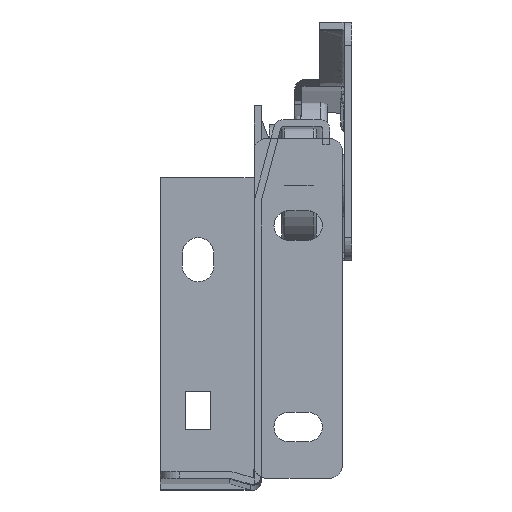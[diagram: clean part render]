
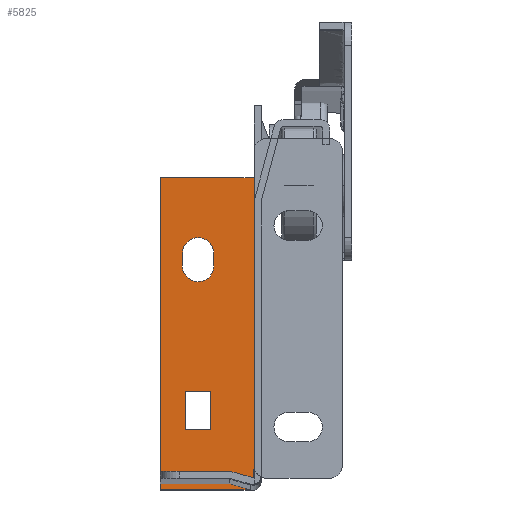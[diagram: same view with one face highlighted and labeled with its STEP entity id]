
A CAD part, top view. The second image highlights one B-rep face of the part: STEP entity #5825.
In plain terms, the highlighted planar face has unit normal (0, 0, 1).
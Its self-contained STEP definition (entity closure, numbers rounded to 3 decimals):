
#161 = CARTESIAN_POINT ( 'NONE',  ( 0., 47.5, -496.9 ) ) ;
#175 = VECTOR ( 'NONE', #410, 1000. ) ;
#177 = VECTOR ( 'NONE', #7611, 1000. ) ;
#277 = CARTESIAN_POINT ( 'NONE',  ( 0., -2.091, -496.9 ) ) ;
#410 = DIRECTION ( 'NONE',  ( 0., -1., 0. ) ) ;
#511 = VERTEX_POINT ( 'NONE', #4224 ) ;
#730 = ORIENTED_EDGE ( 'NONE', *, *, #6979, .T. ) ;
#876 = VECTOR ( 'NONE', #6755, 1000. ) ;
#880 = VERTEX_POINT ( 'NONE', #161 ) ;
#996 = CARTESIAN_POINT ( 'NONE',  ( 8.5, 35.5, -496.9 ) ) ;
#1049 = DIRECTION ( 'NONE',  ( 1., 0., 0. ) ) ;
#1073 = CARTESIAN_POINT ( 'NONE',  ( 3.5, 33.5, -496.9 ) ) ;
#1284 = LINE ( 'NONE', #5441, #9603 ) ;
#1420 = ORIENTED_EDGE ( 'NONE', *, *, #1449, .T. ) ;
#1446 = CARTESIAN_POINT ( 'NONE',  ( 64.49, -2.091, -496.9 ) ) ;
#1449 = EDGE_CURVE ( 'NONE', #9028, #4276, #4715, .T. ) ;
#1451 = DIRECTION ( 'NONE',  ( 0., 1., 0. ) ) ;
#1545 = CARTESIAN_POINT ( 'NONE',  ( 14.887, -2.091, -496.9 ) ) ;
#1648 = DIRECTION ( 'NONE',  ( 0., 0., -1. ) ) ;
#1790 = CARTESIAN_POINT ( 'NONE',  ( 8.5, 35.5, -496.9 ) ) ;
#1840 = CARTESIAN_POINT ( 'NONE',  ( 4., 13.5, -496.9 ) ) ;
#1860 = EDGE_CURVE ( 'NONE', #10089, #2540, #2822, .T. ) ;
#1928 = CARTESIAN_POINT ( 'NONE',  ( 3.5, 35.5, -496.9 ) ) ;
#1993 = EDGE_LOOP ( 'NONE', ( #2506, #3230, #730, #7198 ) ) ;
#2043 = EDGE_CURVE ( 'NONE', #5135, #6421, #5095, .T. ) ;
#2161 = LINE ( 'NONE', #8460, #175 ) ;
#2311 = CARTESIAN_POINT ( 'NONE',  ( 14.887, -2.091, -496.9 ) ) ;
#2459 = CARTESIAN_POINT ( 'NONE',  ( 14.887, 47.5, -496.9 ) ) ;
#2506 = ORIENTED_EDGE ( 'NONE', *, *, #8933, .T. ) ;
#2540 = VERTEX_POINT ( 'NONE', #1928 ) ;
#2759 = ORIENTED_EDGE ( 'NONE', *, *, #8148, .T. ) ;
#2800 = VERTEX_POINT ( 'NONE', #277 ) ;
#2822 = LINE ( 'NONE', #8578, #7005 ) ;
#3041 = AXIS2_PLACEMENT_3D ( 'NONE', #6616, #1648, #8958 ) ;
#3199 = EDGE_CURVE ( 'NONE', #2540, #5135, #4150, .T. ) ;
#3230 = ORIENTED_EDGE ( 'NONE', *, *, #5211, .T. ) ;
#3501 = EDGE_LOOP ( 'NONE', ( #1420, #2759, #10461, #8270 ) ) ;
#3507 = LINE ( 'NONE', #1840, #9711 ) ;
#3515 = EDGE_CURVE ( 'NONE', #511, #10159, #5364, .T. ) ;
#3525 = EDGE_CURVE ( 'NONE', #880, #2800, #2161, .T. ) ;
#3786 = DIRECTION ( 'NONE',  ( 0., 1., 0. ) ) ;
#4028 = EDGE_CURVE ( 'NONE', #9028, #2800, #7910, .T. ) ;
#4099 = EDGE_CURVE ( 'NONE', #6421, #10089, #7470, .T. ) ;
#4150 = CIRCLE ( 'NONE', #4437, 2.5 ) ;
#4196 = CARTESIAN_POINT ( 'NONE',  ( 8., 13.5, -496.9 ) ) ;
#4224 = CARTESIAN_POINT ( 'NONE',  ( 8., 7.5, -496.9 ) ) ;
#4276 = VERTEX_POINT ( 'NONE', #2459 ) ;
#4302 = LINE ( 'NONE', #4196, #6219 ) ;
#4437 = AXIS2_PLACEMENT_3D ( 'NONE', #9153, #5854, #5051 ) ;
#4469 = DIRECTION ( 'NONE',  ( -1., 0., 0. ) ) ;
#4475 = PLANE ( 'NONE',  #8438 ) ;
#4551 = DIRECTION ( 'NONE',  ( 0., 1., 0. ) ) ;
#4715 = LINE ( 'NONE', #2311, #6165 ) ;
#4788 = CARTESIAN_POINT ( 'NONE',  ( 64.49, -2.091, -496.9 ) ) ;
#4808 = CARTESIAN_POINT ( 'NONE',  ( 4., 7.5, -496.9 ) ) ;
#4885 = DIRECTION ( 'NONE',  ( 0., 0., 1. ) ) ;
#5043 = DIRECTION ( 'NONE',  ( 0., -1., 0. ) ) ;
#5051 = DIRECTION ( 'NONE',  ( -1., 0., 0. ) ) ;
#5095 = LINE ( 'NONE', #1790, #876 ) ;
#5103 = VECTOR ( 'NONE', #4469, 1000. ) ;
#5135 = VERTEX_POINT ( 'NONE', #996 ) ;
#5205 = CARTESIAN_POINT ( 'NONE',  ( 4., 7.5, -496.9 ) ) ;
#5211 = EDGE_CURVE ( 'NONE', #9746, #8616, #3507, .T. ) ;
#5273 = ORIENTED_EDGE ( 'NONE', *, *, #4099, .T. ) ;
#5364 = LINE ( 'NONE', #5205, #5103 ) ;
#5441 = CARTESIAN_POINT ( 'NONE',  ( 4., 13.5, -496.9 ) ) ;
#5614 = EDGE_LOOP ( 'NONE', ( #9218, #8303, #5273, #5746 ) ) ;
#5659 = DIRECTION ( 'NONE',  ( -1., 0., 0. ) ) ;
#5746 = ORIENTED_EDGE ( 'NONE', *, *, #1860, .T. ) ;
#5825 = ADVANCED_FACE ( 'NONE', ( #10326, #10218, #6175 ), #4475, .T. ) ;
#5854 = DIRECTION ( 'NONE',  ( 0., 0., -1. ) ) ;
#5951 = CARTESIAN_POINT ( 'NONE',  ( 64.49, 47.5, -496.9 ) ) ;
#6144 = CARTESIAN_POINT ( 'NONE',  ( 8.5, 33.5, -496.9 ) ) ;
#6165 = VECTOR ( 'NONE', #1451, 1000. ) ;
#6175 = FACE_OUTER_BOUND ( 'NONE', #3501, .T. ) ;
#6219 = VECTOR ( 'NONE', #5043, 1000. ) ;
#6421 = VERTEX_POINT ( 'NONE', #6144 ) ;
#6616 = CARTESIAN_POINT ( 'NONE',  ( 6., 33.5, -496.9 ) ) ;
#6755 = DIRECTION ( 'NONE',  ( 0., -1., 0. ) ) ;
#6979 = EDGE_CURVE ( 'NONE', #8616, #511, #4302, .T. ) ;
#7005 = VECTOR ( 'NONE', #3786, 1000. ) ;
#7198 = ORIENTED_EDGE ( 'NONE', *, *, #3515, .T. ) ;
#7470 = CIRCLE ( 'NONE', #3041, 2.5 ) ;
#7611 = DIRECTION ( 'NONE',  ( -1., 0., 0. ) ) ;
#7910 = LINE ( 'NONE', #1446, #8007 ) ;
#7992 = DIRECTION ( 'NONE',  ( -1., 0., 0. ) ) ;
#8007 = VECTOR ( 'NONE', #5659, 1000. ) ;
#8148 = EDGE_CURVE ( 'NONE', #4276, #880, #10000, .T. ) ;
#8270 = ORIENTED_EDGE ( 'NONE', *, *, #4028, .F. ) ;
#8303 = ORIENTED_EDGE ( 'NONE', *, *, #2043, .T. ) ;
#8438 = AXIS2_PLACEMENT_3D ( 'NONE', #4788, #4885, #7992 ) ;
#8460 = CARTESIAN_POINT ( 'NONE',  ( 0., -2.091, -496.9 ) ) ;
#8578 = CARTESIAN_POINT ( 'NONE',  ( 3.5, 35.5, -496.9 ) ) ;
#8616 = VERTEX_POINT ( 'NONE', #9615 ) ;
#8933 = EDGE_CURVE ( 'NONE', #10159, #9746, #1284, .T. ) ;
#8958 = DIRECTION ( 'NONE',  ( -1., 0., 0. ) ) ;
#9028 = VERTEX_POINT ( 'NONE', #1545 ) ;
#9153 = CARTESIAN_POINT ( 'NONE',  ( 6., 35.5, -496.9 ) ) ;
#9218 = ORIENTED_EDGE ( 'NONE', *, *, #3199, .T. ) ;
#9603 = VECTOR ( 'NONE', #4551, 1000. ) ;
#9613 = CARTESIAN_POINT ( 'NONE',  ( 4., 13.5, -496.9 ) ) ;
#9615 = CARTESIAN_POINT ( 'NONE',  ( 8., 13.5, -496.9 ) ) ;
#9711 = VECTOR ( 'NONE', #1049, 1000. ) ;
#9746 = VERTEX_POINT ( 'NONE', #9613 ) ;
#10000 = LINE ( 'NONE', #5951, #177 ) ;
#10089 = VERTEX_POINT ( 'NONE', #1073 ) ;
#10159 = VERTEX_POINT ( 'NONE', #4808 ) ;
#10218 = FACE_BOUND ( 'NONE', #5614, .T. ) ;
#10326 = FACE_BOUND ( 'NONE', #1993, .T. ) ;
#10461 = ORIENTED_EDGE ( 'NONE', *, *, #3525, .T. ) ;
